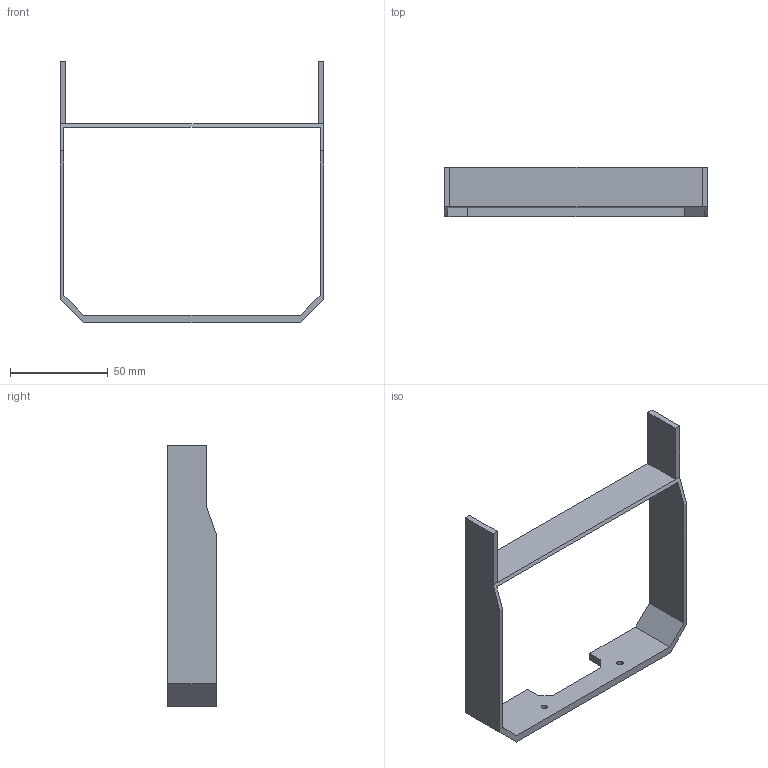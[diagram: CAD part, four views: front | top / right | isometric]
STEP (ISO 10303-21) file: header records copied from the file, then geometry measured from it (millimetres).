
FILE_DESCRIPTION(/* description */ (''),/* implementation_level */ '2;1');
FILE_NAME(/* name */ 'Bumper.step',/* time_stamp */ '2023-03-14T16:48:27+01:00',/* author */ (''),/* organization */ (''),/* preprocessor_version */ 'ST-DEVELOPER v19.2',/* originating_system */ 'Autodesk Translation Framework v11.17.0.187',/* authorisation */ '');
FILE_SCHEMA (('AUTOMOTIVE_DESIGN { 1 0 10303 214 3 1 1 }'));
Length unit declared in the file: millimetre
Products named in the file (1): Bumper
Bounding box: 135 x 25 x 134 mm (x, y, z)
Volume: 28929.2 mm3; surface area: 25470.3 mm2
Topology: 1 solids, 1 shells, 28 faces, 82 edges, 54 vertices
Faces by surface type: plane 26, cylinder 2
Full cylindrical faces by diameter (mm): 3.2 x2
Entity records: 959 total; most frequent: CARTESIAN_POINT 165, ORIENTED_EDGE 164, DIRECTION 144, EDGE_CURVE 82, LINE 78, VECTOR 78, VERTEX_POINT 54, AXIS2_PLACEMENT_3D 33
